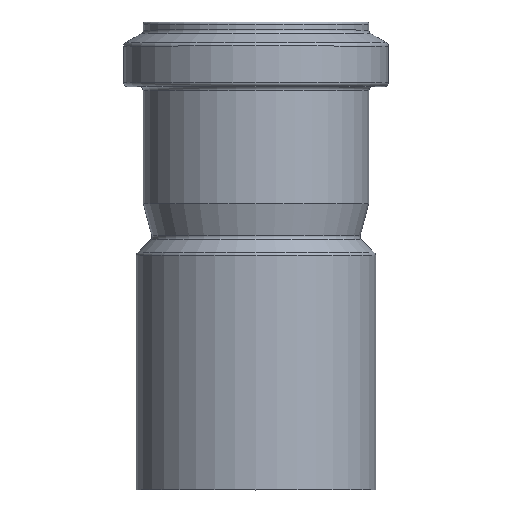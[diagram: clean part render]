
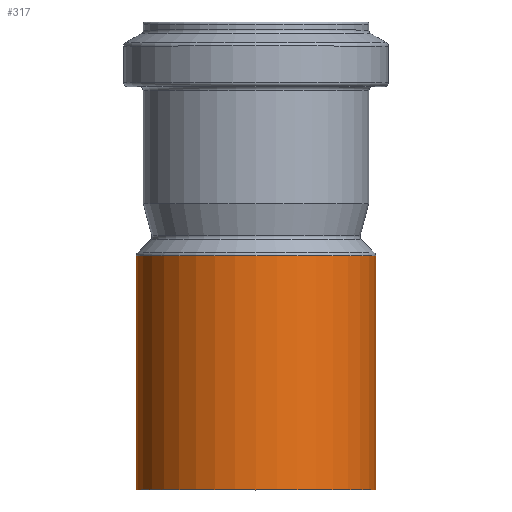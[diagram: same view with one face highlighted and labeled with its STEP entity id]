
A CAD part, top view. The second image highlights one B-rep face of the part: STEP entity #317.
In plain terms, the highlighted cylindrical face has radius 29 mm (diameter 58 mm), a full revolution.
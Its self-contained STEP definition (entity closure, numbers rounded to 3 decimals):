
#19=CYLINDRICAL_SURFACE('',#352,29.);
#36=FACE_BOUND('',#99,.T.);
#66=FACE_OUTER_BOUND('',#98,.T.);
#98=EDGE_LOOP('',(#248));
#99=EDGE_LOOP('',(#249));
#155=CIRCLE('',#349,29.);
#157=CIRCLE('',#353,29.);
#185=VERTEX_POINT('',#533);
#187=VERTEX_POINT('',#539);
#215=EDGE_CURVE('',#185,#185,#155,.T.);
#217=EDGE_CURVE('',#187,#187,#157,.T.);
#248=ORIENTED_EDGE('',*,*,#217,.F.);
#249=ORIENTED_EDGE('',*,*,#215,.F.);
#317=ADVANCED_FACE('',(#66,#36),#19,.T.);
#349=AXIS2_PLACEMENT_3D('',#534,#413,#414);
#352=AXIS2_PLACEMENT_3D('',#538,#419,#420);
#353=AXIS2_PLACEMENT_3D('',#540,#421,#422);
#413=DIRECTION('center_axis',(0.,1.,0.));
#414=DIRECTION('ref_axis',(-1.,0.,0.));
#419=DIRECTION('center_axis',(0.,-1.,0.));
#420=DIRECTION('ref_axis',(1.,0.,0.));
#421=DIRECTION('center_axis',(0.,-1.,0.));
#422=DIRECTION('ref_axis',(1.,0.,0.));
#533=CARTESIAN_POINT('',(29.,-4.314,0.));
#534=CARTESIAN_POINT('Origin',(0.,-4.314,0.));
#538=CARTESIAN_POINT('Origin',(0.,-32.408,0.));
#539=CARTESIAN_POINT('',(29.,-60.916,0.));
#540=CARTESIAN_POINT('Origin',(0.,-60.916,0.));
